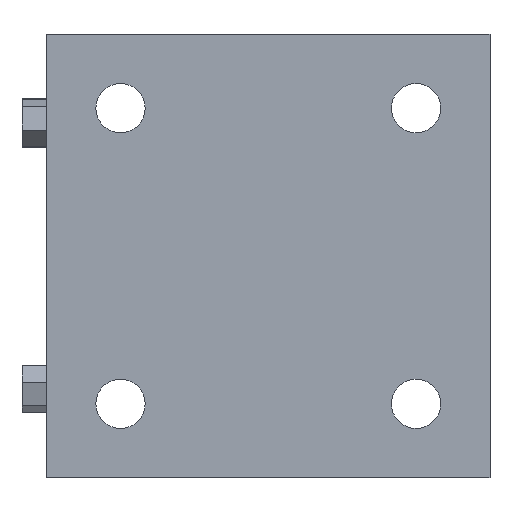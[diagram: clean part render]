
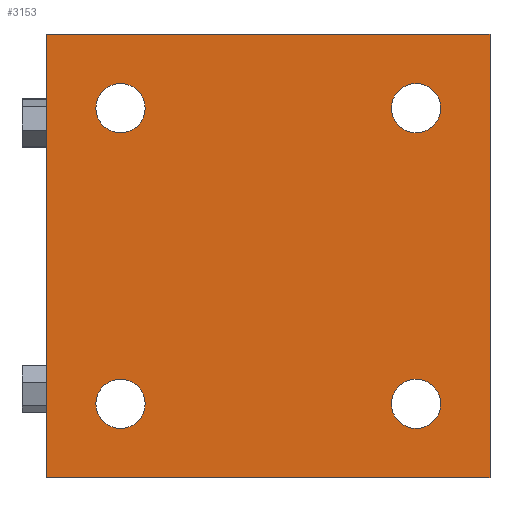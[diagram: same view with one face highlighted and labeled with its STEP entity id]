
A CAD part, front view. The second image highlights one B-rep face of the part: STEP entity #3153.
In plain terms, the highlighted planar face has unit normal (0, -1, 0).
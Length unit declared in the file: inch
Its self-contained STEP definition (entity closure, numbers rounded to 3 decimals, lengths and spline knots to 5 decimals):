
#254 = EDGE_CURVE ( 'NONE', #5180, #1075, #3189, .T. ) ;
#278 = CARTESIAN_POINT ( 'NONE',  ( -1.1811, 0., -0.98425 ) ) ;
#407 = EDGE_CURVE ( 'NONE', #4813, #4574, #1687, .T. ) ;
#433 = EDGE_LOOP ( 'NONE', ( #4618, #5950, #6704, #6538 ) ) ;
#517 = CIRCLE ( 'NONE', #2523, 0.19685 ) ;
#562 = CARTESIAN_POINT ( 'NONE',  ( 1.1811, 0., -1.1811 ) ) ;
#586 = DIRECTION ( 'NONE',  ( 0., -1., 0. ) ) ;
#685 = FACE_BOUND ( 'NONE', #3946, .T. ) ;
#775 = VECTOR ( 'NONE', #3279, 39.37008 ) ;
#823 = VERTEX_POINT ( 'NONE', #2409 ) ;
#878 = DIRECTION ( 'NONE',  ( 0., 0., -1. ) ) ;
#894 = DIRECTION ( 'NONE',  ( 0., -1., 0. ) ) ;
#923 = FACE_OUTER_BOUND ( 'NONE', #433, .T. ) ;
#1075 = VERTEX_POINT ( 'NONE', #5831 ) ;
#1088 = CIRCLE ( 'NONE', #4385, 0.19685 ) ;
#1273 = AXIS2_PLACEMENT_3D ( 'NONE', #4049, #6655, #6629 ) ;
#1489 = DIRECTION ( 'NONE',  ( 0., 0., -1. ) ) ;
#1556 = EDGE_CURVE ( 'NONE', #5937, #1571, #5082, .T. ) ;
#1571 = VERTEX_POINT ( 'NONE', #6115 ) ;
#1614 = CARTESIAN_POINT ( 'NONE',  ( 1.77165, 0., -1.77165 ) ) ;
#1687 = LINE ( 'NONE', #2538, #5740 ) ;
#1693 = ORIENTED_EDGE ( 'NONE', *, *, #4983, .F. ) ;
#1695 = EDGE_CURVE ( 'NONE', #1827, #3386, #4106, .T. ) ;
#1705 = CARTESIAN_POINT ( 'NONE',  ( 1.77165, 0., 1.77165 ) ) ;
#1708 = EDGE_LOOP ( 'NONE', ( #1693, #6322 ) ) ;
#1740 = EDGE_CURVE ( 'NONE', #1904, #4813, #4750, .T. ) ;
#1772 = VERTEX_POINT ( 'NONE', #278 ) ;
#1781 = EDGE_CURVE ( 'NONE', #823, #1904, #1922, .T. ) ;
#1800 = DIRECTION ( 'NONE',  ( 0., 0., -1. ) ) ;
#1827 = VERTEX_POINT ( 'NONE', #5143 ) ;
#1832 = DIRECTION ( 'NONE',  ( 0., 0., -1. ) ) ;
#1904 = VERTEX_POINT ( 'NONE', #4712 ) ;
#1922 = LINE ( 'NONE', #5536, #5977 ) ;
#1980 = DIRECTION ( 'NONE',  ( 0., 0., 1. ) ) ;
#2114 = DIRECTION ( 'NONE',  ( 0., -1., 0. ) ) ;
#2143 = EDGE_CURVE ( 'NONE', #4574, #823, #5573, .T. ) ;
#2211 = ORIENTED_EDGE ( 'NONE', *, *, #254, .F. ) ;
#2310 = CARTESIAN_POINT ( 'NONE',  ( -1.1811, 0., 1.1811 ) ) ;
#2334 = FACE_BOUND ( 'NONE', #3038, .T. ) ;
#2338 = CIRCLE ( 'NONE', #1273, 0.19685 ) ;
#2409 = CARTESIAN_POINT ( 'NONE',  ( -1.77165, 0., -1.77165 ) ) ;
#2438 = PLANE ( 'NONE',  #4985 ) ;
#2495 = FACE_BOUND ( 'NONE', #5195, .T. ) ;
#2523 = AXIS2_PLACEMENT_3D ( 'NONE', #5049, #5136, #878 ) ;
#2538 = CARTESIAN_POINT ( 'NONE',  ( 1.77165, 0., 1.77165 ) ) ;
#2626 = AXIS2_PLACEMENT_3D ( 'NONE', #2873, #6033, #1800 ) ;
#2840 = DIRECTION ( 'NONE',  ( 0., -1., 0. ) ) ;
#2873 = CARTESIAN_POINT ( 'NONE',  ( 1.1811, 0., 1.1811 ) ) ;
#3038 = EDGE_LOOP ( 'NONE', ( #4372, #5890 ) ) ;
#3153 = ADVANCED_FACE ( 'NONE', ( #4990, #2334, #685, #2495, #923 ), #2438, .F. ) ;
#3157 = EDGE_CURVE ( 'NONE', #1772, #6156, #1088, .T. ) ;
#3189 = CIRCLE ( 'NONE', #5241, 0.19685 ) ;
#3279 = DIRECTION ( 'NONE',  ( -1., 0., 0. ) ) ;
#3327 = CARTESIAN_POINT ( 'NONE',  ( 1.77165, 0., -1.77165 ) ) ;
#3341 = AXIS2_PLACEMENT_3D ( 'NONE', #5297, #2114, #5816 ) ;
#3367 = ORIENTED_EDGE ( 'NONE', *, *, #1556, .F. ) ;
#3386 = VERTEX_POINT ( 'NONE', #6341 ) ;
#3448 = CARTESIAN_POINT ( 'NONE',  ( 1.77165, 0., 1.77165 ) ) ;
#3488 = DIRECTION ( 'NONE',  ( 0., -1., 0. ) ) ;
#3519 = EDGE_CURVE ( 'NONE', #3386, #1827, #4663, .T. ) ;
#3696 = CARTESIAN_POINT ( 'NONE',  ( 1.1811, 0., 0.98425 ) ) ;
#3731 = ORIENTED_EDGE ( 'NONE', *, *, #6658, .F. ) ;
#3946 = EDGE_LOOP ( 'NONE', ( #3367, #5185 ) ) ;
#3986 = AXIS2_PLACEMENT_3D ( 'NONE', #6571, #3488, #1832 ) ;
#4049 = CARTESIAN_POINT ( 'NONE',  ( -1.1811, 0., -1.1811 ) ) ;
#4106 = CIRCLE ( 'NONE', #3986, 0.19685 ) ;
#4297 = AXIS2_PLACEMENT_3D ( 'NONE', #562, #586, #6344 ) ;
#4372 = ORIENTED_EDGE ( 'NONE', *, *, #3519, .F. ) ;
#4385 = AXIS2_PLACEMENT_3D ( 'NONE', #6742, #894, #1489 ) ;
#4544 = DIRECTION ( 'NONE',  ( 0., 0., -1. ) ) ;
#4574 = VERTEX_POINT ( 'NONE', #3327 ) ;
#4595 = VECTOR ( 'NONE', #5054, 39.37008 ) ;
#4608 = DIRECTION ( 'NONE',  ( 0., 0., -1. ) ) ;
#4618 = ORIENTED_EDGE ( 'NONE', *, *, #1781, .F. ) ;
#4663 = CIRCLE ( 'NONE', #4297, 0.19685 ) ;
#4712 = CARTESIAN_POINT ( 'NONE',  ( -1.77165, 0., 1.77165 ) ) ;
#4750 = LINE ( 'NONE', #3448, #4595 ) ;
#4813 = VERTEX_POINT ( 'NONE', #1705 ) ;
#4983 = EDGE_CURVE ( 'NONE', #6156, #1772, #2338, .T. ) ;
#4985 = AXIS2_PLACEMENT_3D ( 'NONE', #5570, #6245, #1980 ) ;
#4990 = FACE_BOUND ( 'NONE', #1708, .T. ) ;
#5049 = CARTESIAN_POINT ( 'NONE',  ( -1.1811, 0., 1.1811 ) ) ;
#5054 = DIRECTION ( 'NONE',  ( 1., 0., 0. ) ) ;
#5082 = CIRCLE ( 'NONE', #2626, 0.19685 ) ;
#5136 = DIRECTION ( 'NONE',  ( 0., -1., 0. ) ) ;
#5143 = CARTESIAN_POINT ( 'NONE',  ( 1.1811, 0., -0.98425 ) ) ;
#5180 = VERTEX_POINT ( 'NONE', #6228 ) ;
#5185 = ORIENTED_EDGE ( 'NONE', *, *, #6037, .F. ) ;
#5195 = EDGE_LOOP ( 'NONE', ( #2211, #3731 ) ) ;
#5241 = AXIS2_PLACEMENT_3D ( 'NONE', #2310, #2840, #4544 ) ;
#5297 = CARTESIAN_POINT ( 'NONE',  ( 1.1811, 0., 1.1811 ) ) ;
#5536 = CARTESIAN_POINT ( 'NONE',  ( -1.77165, 0., 1.77165 ) ) ;
#5556 = CIRCLE ( 'NONE', #3341, 0.19685 ) ;
#5570 = CARTESIAN_POINT ( 'NONE',  ( 0., 0., 0. ) ) ;
#5573 = LINE ( 'NONE', #1614, #775 ) ;
#5740 = VECTOR ( 'NONE', #4608, 39.37008 ) ;
#5784 = CARTESIAN_POINT ( 'NONE',  ( -1.1811, 0., -1.37795 ) ) ;
#5816 = DIRECTION ( 'NONE',  ( 0., 0., -1. ) ) ;
#5831 = CARTESIAN_POINT ( 'NONE',  ( -1.1811, 0., 1.37795 ) ) ;
#5890 = ORIENTED_EDGE ( 'NONE', *, *, #1695, .F. ) ;
#5937 = VERTEX_POINT ( 'NONE', #3696 ) ;
#5950 = ORIENTED_EDGE ( 'NONE', *, *, #2143, .F. ) ;
#5977 = VECTOR ( 'NONE', #6215, 39.37008 ) ;
#6033 = DIRECTION ( 'NONE',  ( 0., -1., 0. ) ) ;
#6037 = EDGE_CURVE ( 'NONE', #1571, #5937, #5556, .T. ) ;
#6115 = CARTESIAN_POINT ( 'NONE',  ( 1.1811, 0., 1.37795 ) ) ;
#6156 = VERTEX_POINT ( 'NONE', #5784 ) ;
#6215 = DIRECTION ( 'NONE',  ( 0., 0., 1. ) ) ;
#6228 = CARTESIAN_POINT ( 'NONE',  ( -1.1811, 0., 0.98425 ) ) ;
#6245 = DIRECTION ( 'NONE',  ( 0., 1., 0. ) ) ;
#6322 = ORIENTED_EDGE ( 'NONE', *, *, #3157, .F. ) ;
#6341 = CARTESIAN_POINT ( 'NONE',  ( 1.1811, 0., -1.37795 ) ) ;
#6344 = DIRECTION ( 'NONE',  ( 0., 0., -1. ) ) ;
#6538 = ORIENTED_EDGE ( 'NONE', *, *, #1740, .F. ) ;
#6571 = CARTESIAN_POINT ( 'NONE',  ( 1.1811, 0., -1.1811 ) ) ;
#6629 = DIRECTION ( 'NONE',  ( 0., 0., -1. ) ) ;
#6655 = DIRECTION ( 'NONE',  ( 0., -1., 0. ) ) ;
#6658 = EDGE_CURVE ( 'NONE', #1075, #5180, #517, .T. ) ;
#6704 = ORIENTED_EDGE ( 'NONE', *, *, #407, .F. ) ;
#6742 = CARTESIAN_POINT ( 'NONE',  ( -1.1811, 0., -1.1811 ) ) ;
